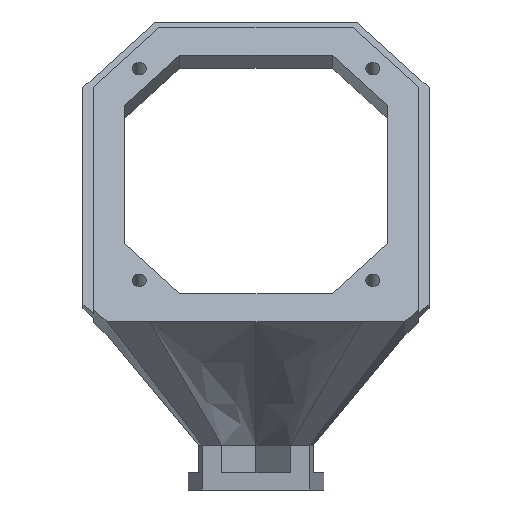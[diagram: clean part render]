
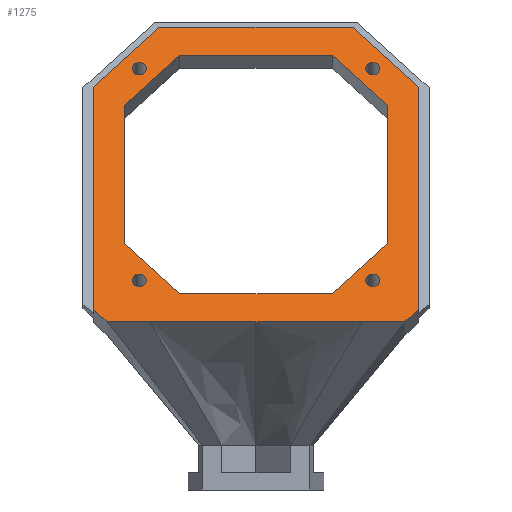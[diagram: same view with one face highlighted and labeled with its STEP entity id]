
A CAD part, left-side view. The second image highlights one B-rep face of the part: STEP entity #1275.
In plain terms, the highlighted planar face has unit normal (-0.906, 0, 0.423).
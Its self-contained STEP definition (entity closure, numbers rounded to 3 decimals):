
#233=CIRCLE('',#1359,1.);
#234=CIRCLE('',#1360,1.);
#235=CIRCLE('',#1361,1.);
#236=CIRCLE('',#1362,1.);
#254=FACE_BOUND('',#345,.T.);
#255=FACE_BOUND('',#346,.T.);
#256=FACE_BOUND('',#347,.T.);
#257=FACE_BOUND('',#348,.T.);
#258=FACE_BOUND('',#349,.T.);
#283=FACE_OUTER_BOUND('',#344,.T.);
#344=EDGE_LOOP('',(#1024,#1025,#1026,#1027,#1028,#1029,#1030,#1031,#1032,
#1033,#1034));
#345=EDGE_LOOP('',(#1035));
#346=EDGE_LOOP('',(#1036));
#347=EDGE_LOOP('',(#1037));
#348=EDGE_LOOP('',(#1038));
#349=EDGE_LOOP('',(#1039,#1040,#1041,#1042,#1043,#1044,#1045,#1046));
#420=LINE('',#1789,#558);
#423=LINE('',#1794,#561);
#425=LINE('',#1799,#563);
#431=LINE('',#1810,#569);
#432=LINE('',#1812,#570);
#453=LINE('',#1864,#591);
#456=LINE('',#1870,#594);
#459=LINE('',#1875,#597);
#460=LINE('',#1877,#598);
#461=LINE('',#1879,#599);
#462=LINE('',#1881,#600);
#463=LINE('',#1883,#601);
#464=LINE('',#1884,#602);
#465=LINE('',#1894,#603);
#466=LINE('',#1896,#604);
#467=LINE('',#1898,#605);
#468=LINE('',#1899,#606);
#469=LINE('',#1901,#607);
#470=LINE('',#1902,#608);
#558=VECTOR('',#1466,10.);
#561=VECTOR('',#1471,10.);
#563=VECTOR('',#1475,10.);
#569=VECTOR('',#1485,10.);
#570=VECTOR('',#1488,10.);
#591=VECTOR('',#1529,10.);
#594=VECTOR('',#1534,10.);
#597=VECTOR('',#1539,10.);
#598=VECTOR('',#1540,10.);
#599=VECTOR('',#1541,10.);
#600=VECTOR('',#1542,10.);
#601=VECTOR('',#1543,10.);
#602=VECTOR('',#1544,10.);
#603=VECTOR('',#1553,10.);
#604=VECTOR('',#1554,10.);
#605=VECTOR('',#1555,10.);
#606=VECTOR('',#1556,10.);
#607=VECTOR('',#1557,10.);
#608=VECTOR('',#1558,10.);
#689=VERTEX_POINT('',#1786);
#690=VERTEX_POINT('',#1788);
#691=VERTEX_POINT('',#1792);
#692=VERTEX_POINT('',#1796);
#693=VERTEX_POINT('',#1798);
#696=VERTEX_POINT('',#1808);
#716=VERTEX_POINT('',#1862);
#717=VERTEX_POINT('',#1863);
#718=VERTEX_POINT('',#1868);
#719=VERTEX_POINT('',#1869);
#720=VERTEX_POINT('',#1874);
#721=VERTEX_POINT('',#1876);
#722=VERTEX_POINT('',#1878);
#723=VERTEX_POINT('',#1880);
#724=VERTEX_POINT('',#1882);
#725=VERTEX_POINT('',#1885);
#726=VERTEX_POINT('',#1887);
#727=VERTEX_POINT('',#1889);
#728=VERTEX_POINT('',#1891);
#729=VERTEX_POINT('',#1893);
#730=VERTEX_POINT('',#1895);
#731=VERTEX_POINT('',#1897);
#732=VERTEX_POINT('',#1900);
#792=EDGE_CURVE('',#689,#690,#420,.T.);
#795=EDGE_CURVE('',#689,#691,#423,.T.);
#797=EDGE_CURVE('',#692,#693,#425,.T.);
#803=EDGE_CURVE('',#691,#696,#431,.T.);
#804=EDGE_CURVE('',#696,#693,#432,.T.);
#829=EDGE_CURVE('',#716,#717,#453,.T.);
#832=EDGE_CURVE('',#718,#719,#456,.T.);
#835=EDGE_CURVE('',#720,#692,#459,.T.);
#836=EDGE_CURVE('',#721,#720,#460,.T.);
#837=EDGE_CURVE('',#722,#721,#461,.T.);
#838=EDGE_CURVE('',#723,#722,#462,.T.);
#839=EDGE_CURVE('',#724,#723,#463,.T.);
#840=EDGE_CURVE('',#690,#724,#464,.T.);
#841=EDGE_CURVE('',#725,#725,#233,.T.);
#842=EDGE_CURVE('',#726,#726,#234,.T.);
#843=EDGE_CURVE('',#727,#727,#235,.T.);
#844=EDGE_CURVE('',#728,#728,#236,.T.);
#845=EDGE_CURVE('',#729,#716,#465,.T.);
#846=EDGE_CURVE('',#730,#717,#466,.T.);
#847=EDGE_CURVE('',#730,#731,#467,.T.);
#848=EDGE_CURVE('',#731,#718,#468,.T.);
#849=EDGE_CURVE('',#732,#719,#469,.T.);
#850=EDGE_CURVE('',#732,#729,#470,.T.);
#1024=ORIENTED_EDGE('',*,*,#804,.T.);
#1025=ORIENTED_EDGE('',*,*,#797,.F.);
#1026=ORIENTED_EDGE('',*,*,#835,.F.);
#1027=ORIENTED_EDGE('',*,*,#836,.F.);
#1028=ORIENTED_EDGE('',*,*,#837,.F.);
#1029=ORIENTED_EDGE('',*,*,#838,.F.);
#1030=ORIENTED_EDGE('',*,*,#839,.F.);
#1031=ORIENTED_EDGE('',*,*,#840,.F.);
#1032=ORIENTED_EDGE('',*,*,#792,.F.);
#1033=ORIENTED_EDGE('',*,*,#795,.T.);
#1034=ORIENTED_EDGE('',*,*,#803,.T.);
#1035=ORIENTED_EDGE('',*,*,#841,.T.);
#1036=ORIENTED_EDGE('',*,*,#842,.T.);
#1037=ORIENTED_EDGE('',*,*,#843,.T.);
#1038=ORIENTED_EDGE('',*,*,#844,.T.);
#1039=ORIENTED_EDGE('',*,*,#845,.T.);
#1040=ORIENTED_EDGE('',*,*,#829,.T.);
#1041=ORIENTED_EDGE('',*,*,#846,.F.);
#1042=ORIENTED_EDGE('',*,*,#847,.T.);
#1043=ORIENTED_EDGE('',*,*,#848,.T.);
#1044=ORIENTED_EDGE('',*,*,#832,.T.);
#1045=ORIENTED_EDGE('',*,*,#849,.F.);
#1046=ORIENTED_EDGE('',*,*,#850,.T.);
#1231=PLANE('',#1358);
#1275=ADVANCED_FACE('',(#283,#254,#255,#256,#257,#258),#1231,.T.);
#1358=AXIS2_PLACEMENT_3D('',#1873,#1537,#1538);
#1359=AXIS2_PLACEMENT_3D('',#1886,#1545,#1546);
#1360=AXIS2_PLACEMENT_3D('',#1888,#1547,#1548);
#1361=AXIS2_PLACEMENT_3D('',#1890,#1549,#1550);
#1362=AXIS2_PLACEMENT_3D('',#1892,#1551,#1552);
#1466=DIRECTION('',(-0.423,0.,-0.906));
#1471=DIRECTION('',(0.299,0.707,0.641));
#1475=DIRECTION('',(0.423,0.,0.906));
#1485=DIRECTION('',(0.,1.,0.));
#1488=DIRECTION('',(-0.299,0.707,-0.641));
#1529=DIRECTION('',(0.,-1.,0.));
#1534=DIRECTION('',(0.,1.,0.));
#1537=DIRECTION('center_axis',(-0.906,0.,0.423));
#1538=DIRECTION('ref_axis',(0.423,0.,0.906));
#1539=DIRECTION('',(0.299,0.707,0.641));
#1540=DIRECTION('',(0.,1.,0.));
#1541=DIRECTION('',(0.,1.,0.));
#1542=DIRECTION('',(0.,1.,0.));
#1543=DIRECTION('',(0.,1.,0.));
#1544=DIRECTION('',(-0.299,0.707,-0.641));
#1545=DIRECTION('center_axis',(0.906,0.,-0.423));
#1546=DIRECTION('ref_axis',(-0.423,0.,-0.906));
#1547=DIRECTION('center_axis',(0.906,0.,-0.423));
#1548=DIRECTION('ref_axis',(-0.423,0.,-0.906));
#1549=DIRECTION('center_axis',(0.906,0.,-0.423));
#1550=DIRECTION('ref_axis',(-0.423,0.,-0.906));
#1551=DIRECTION('center_axis',(0.906,0.,-0.423));
#1552=DIRECTION('ref_axis',(-0.423,0.,-0.906));
#1553=DIRECTION('',(0.299,-0.707,0.641));
#1554=DIRECTION('',(0.299,0.707,0.641));
#1555=DIRECTION('',(-0.423,0.,-0.906));
#1556=DIRECTION('',(-0.299,0.707,-0.641));
#1557=DIRECTION('',(-0.299,-0.707,-0.641));
#1558=DIRECTION('',(0.423,0.,0.906));
#1786=CARTESIAN_POINT('',(3.164,-23.5,58.214));
#1788=CARTESIAN_POINT('',(-11.807,-23.5,26.109));
#1789=CARTESIAN_POINT('',(-12.652,-23.5,24.296));
#1792=CARTESIAN_POINT('',(7.211,-13.925,66.892));
#1794=CARTESIAN_POINT('',(3.716,-22.193,59.398));
#1796=CARTESIAN_POINT('',(-11.807,23.5,26.109));
#1798=CARTESIAN_POINT('',(3.164,23.5,58.214));
#1799=CARTESIAN_POINT('',(-12.652,23.5,24.296));
#1808=CARTESIAN_POINT('',(7.211,13.925,66.892));
#1810=CARTESIAN_POINT('',(7.211,0.,66.892));
#1812=CARTESIAN_POINT('',(3.716,22.193,59.398));
#1862=CARTESIAN_POINT('',(5.309,11.,62.814));
#1863=CARTESIAN_POINT('',(5.309,-11.,62.814));
#1864=CARTESIAN_POINT('',(5.309,-5.5,62.814));
#1868=CARTESIAN_POINT('',(-10.75,-11.,28.374));
#1869=CARTESIAN_POINT('',(-10.75,11.,28.374));
#1870=CARTESIAN_POINT('',(-10.75,5.5,28.374));
#1873=CARTESIAN_POINT('Origin',(-12.652,0.,24.296));
#1874=CARTESIAN_POINT('',(-12.652,21.5,24.296));
#1875=CARTESIAN_POINT('',(-14.713,16.625,19.878));
#1876=CARTESIAN_POINT('',(-12.652,15.357,24.296));
#1877=CARTESIAN_POINT('',(-12.652,0.,24.296));
#1878=CARTESIAN_POINT('',(-12.652,0.,24.296));
#1879=CARTESIAN_POINT('',(-12.652,0.,24.296));
#1880=CARTESIAN_POINT('',(-12.652,-15.357,24.296));
#1881=CARTESIAN_POINT('',(-12.652,0.,24.296));
#1882=CARTESIAN_POINT('',(-12.652,-21.5,24.296));
#1883=CARTESIAN_POINT('',(-12.652,0.,24.296));
#1884=CARTESIAN_POINT('',(-14.713,-16.625,19.878));
#1885=CARTESIAN_POINT('',(-9.43,-16.875,31.207));
#1886=CARTESIAN_POINT('Origin',(-9.852,-16.875,30.3));
#1887=CARTESIAN_POINT('',(4.834,-16.875,61.794));
#1888=CARTESIAN_POINT('Origin',(4.411,-16.875,60.888));
#1889=CARTESIAN_POINT('',(-9.43,16.875,31.207));
#1890=CARTESIAN_POINT('Origin',(-9.852,16.875,30.3));
#1891=CARTESIAN_POINT('',(4.834,16.875,61.794));
#1892=CARTESIAN_POINT('Origin',(4.411,16.875,60.888));
#1893=CARTESIAN_POINT('',(1.928,19.,55.564));
#1894=CARTESIAN_POINT('',(1.981,18.875,55.677));
#1895=CARTESIAN_POINT('',(1.928,-19.,55.564));
#1896=CARTESIAN_POINT('',(0.502,-22.375,52.505));
#1897=CARTESIAN_POINT('',(-7.37,-19.,35.625));
#1898=CARTESIAN_POINT('',(-10.434,-19.,29.054));
#1899=CARTESIAN_POINT('',(-12.388,-7.125,24.862));
#1900=CARTESIAN_POINT('',(-7.37,19.,35.625));
#1901=CARTESIAN_POINT('',(-10.909,10.625,28.034));
#1902=CARTESIAN_POINT('',(-4.939,19.,40.836));
